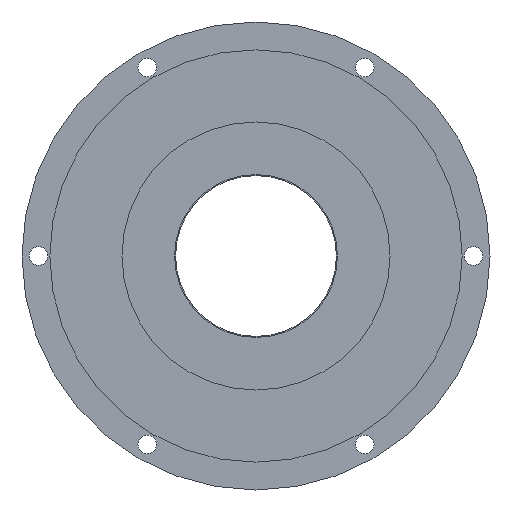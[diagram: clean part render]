
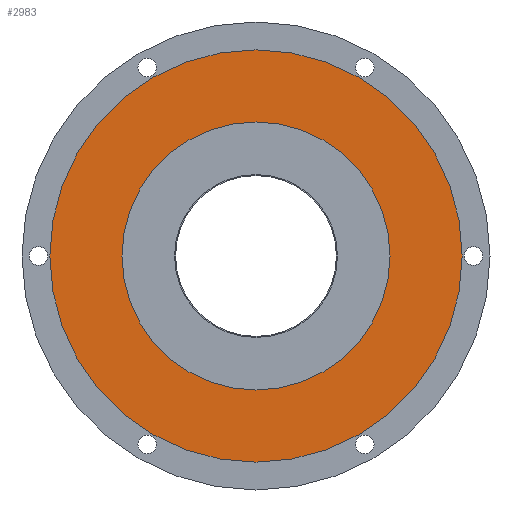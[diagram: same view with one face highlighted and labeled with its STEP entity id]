
A CAD part, left-side view. The second image highlights one B-rep face of the part: STEP entity #2983.
In plain terms, the highlighted planar face has unit normal (-1, 0, 0).
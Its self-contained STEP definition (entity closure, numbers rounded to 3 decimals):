
#74 = DIRECTION ( 'NONE',  ( 0., 0., 1. ) ) ;
#333 = PLANE ( 'NONE',  #1073 ) ;
#417 = DIRECTION ( 'NONE',  ( 0., 1., 0. ) ) ;
#421 = CARTESIAN_POINT ( 'NONE',  ( 5., 0., -100. ) ) ;
#488 = CARTESIAN_POINT ( 'NONE',  ( 5., 0., 0. ) ) ;
#545 = DIRECTION ( 'NONE',  ( -1., 0., 0. ) ) ;
#605 = DIRECTION ( 'NONE',  ( 0., 0., 1. ) ) ;
#764 = CARTESIAN_POINT ( 'NONE',  ( 5., 0., 65. ) ) ;
#766 = DIRECTION ( 'NONE',  ( 0., 0., 1. ) ) ;
#1014 = CARTESIAN_POINT ( 'NONE',  ( 5., 0., 0. ) ) ;
#1015 = EDGE_CURVE ( 'NONE', #3458, #3825, #1358, .T. ) ;
#1072 = EDGE_LOOP ( 'NONE', ( #1285, #4655 ) ) ;
#1073 = AXIS2_PLACEMENT_3D ( 'NONE', #5487, #1295, #417 ) ;
#1171 = AXIS2_PLACEMENT_3D ( 'NONE', #2430, #3713, #766 ) ;
#1285 = ORIENTED_EDGE ( 'NONE', *, *, #1863, .F. ) ;
#1295 = DIRECTION ( 'NONE',  ( 1., 0., 0. ) ) ;
#1313 = CARTESIAN_POINT ( 'NONE',  ( 5., 0., 100. ) ) ;
#1358 = CIRCLE ( 'NONE', #1171, 100. ) ;
#1863 = EDGE_CURVE ( 'NONE', #3230, #3732, #3848, .T. ) ;
#1981 = AXIS2_PLACEMENT_3D ( 'NONE', #488, #545, #74 ) ;
#2070 = EDGE_CURVE ( 'NONE', #3825, #3458, #3004, .T. ) ;
#2302 = CARTESIAN_POINT ( 'NONE',  ( 5., 0., 0. ) ) ;
#2430 = CARTESIAN_POINT ( 'NONE',  ( 5., 0., 0. ) ) ;
#2521 = FACE_OUTER_BOUND ( 'NONE', #3469, .T. ) ;
#2581 = AXIS2_PLACEMENT_3D ( 'NONE', #2302, #4015, #3528 ) ;
#2727 = DIRECTION ( 'NONE',  ( -1., 0., 0. ) ) ;
#2983 = ADVANCED_FACE ( 'NONE', ( #3357, #2521 ), #333, .F. ) ;
#3004 = CIRCLE ( 'NONE', #4430, 100. ) ;
#3230 = VERTEX_POINT ( 'NONE', #764 ) ;
#3357 = FACE_BOUND ( 'NONE', #1072, .T. ) ;
#3458 = VERTEX_POINT ( 'NONE', #1313 ) ;
#3469 = EDGE_LOOP ( 'NONE', ( #4736, #5408 ) ) ;
#3528 = DIRECTION ( 'NONE',  ( 0., 0., 1. ) ) ;
#3713 = DIRECTION ( 'NONE',  ( -1., 0., 0. ) ) ;
#3732 = VERTEX_POINT ( 'NONE', #5156 ) ;
#3825 = VERTEX_POINT ( 'NONE', #421 ) ;
#3848 = CIRCLE ( 'NONE', #2581, 65. ) ;
#4015 = DIRECTION ( 'NONE',  ( -1., 0., 0. ) ) ;
#4384 = CIRCLE ( 'NONE', #1981, 65. ) ;
#4423 = EDGE_CURVE ( 'NONE', #3732, #3230, #4384, .T. ) ;
#4430 = AXIS2_PLACEMENT_3D ( 'NONE', #1014, #2727, #605 ) ;
#4655 = ORIENTED_EDGE ( 'NONE', *, *, #4423, .F. ) ;
#4736 = ORIENTED_EDGE ( 'NONE', *, *, #1015, .T. ) ;
#5156 = CARTESIAN_POINT ( 'NONE',  ( 5., 0., -65. ) ) ;
#5408 = ORIENTED_EDGE ( 'NONE', *, *, #2070, .T. ) ;
#5487 = CARTESIAN_POINT ( 'NONE',  ( 5., 100., 0. ) ) ;
